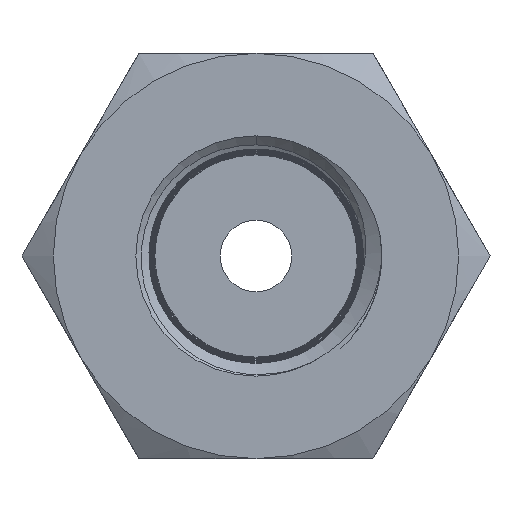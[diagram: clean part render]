
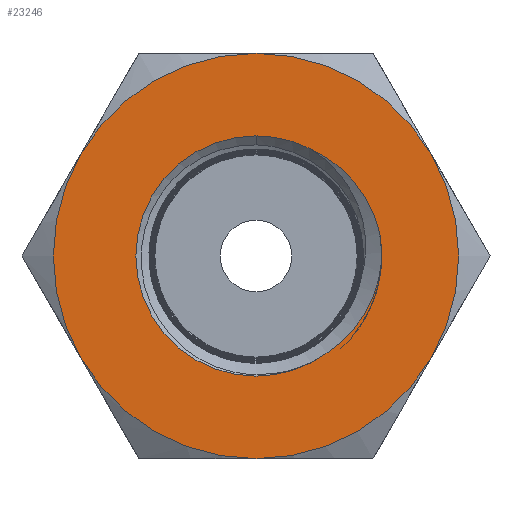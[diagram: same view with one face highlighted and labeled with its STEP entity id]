
A CAD part, front view. The second image highlights one B-rep face of the part: STEP entity #23246.
In plain terms, the highlighted planar face has unit normal (0, -1, 0).
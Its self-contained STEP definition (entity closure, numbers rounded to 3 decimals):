
#1 = EDGE_CURVE ( 'NONE', #7364, #8592, #14491, .T. ) ;
#118 = DIRECTION ( 'NONE',  ( 0., 1., 0. ) ) ;
#283 = CARTESIAN_POINT ( 'NONE',  ( 4.733, -18.907, -2.132 ) ) ;
#492 = AXIS2_PLACEMENT_3D ( 'NONE', #23231, #9239, #25613 ) ;
#553 = CARTESIAN_POINT ( 'NONE',  ( 2.226, -18.907, 4.52 ) ) ;
#891 = CARTESIAN_POINT ( 'NONE',  ( 0., -18.907, 0. ) ) ;
#920 = AXIS2_PLACEMENT_3D ( 'NONE', #16735, #2767, #19121 ) ;
#1158 = AXIS2_PLACEMENT_3D ( 'NONE', #5920, #22267, #8277 ) ;
#1207 = CIRCLE ( 'NONE', #3622, 8.5 ) ;
#1329 = DIRECTION ( 'NONE',  ( 0., 0., 1. ) ) ;
#1354 = CARTESIAN_POINT ( 'NONE',  ( 2.594, -18.907, 4.361 ) ) ;
#1383 = VERTEX_POINT ( 'NONE', #28777 ) ;
#1453 = CARTESIAN_POINT ( 'NONE',  ( 4.252, -18.907, 2.944 ) ) ;
#1655 = DIRECTION ( 'NONE',  ( 0., 0., 1. ) ) ;
#1895 = CARTESIAN_POINT ( 'NONE',  ( 0., -18.907, 8.5 ) ) ;
#1934 = EDGE_CURVE ( 'NONE', #26410, #17015, #20825, .T. ) ;
#2374 = ORIENTED_EDGE ( 'NONE', *, *, #19165, .T. ) ;
#2552 = VERTEX_POINT ( 'NONE', #553 ) ;
#2674 = CARTESIAN_POINT ( 'NONE',  ( 4.098, -18.907, -3.09 ) ) ;
#2767 = DIRECTION ( 'NONE',  ( 0., 1., 0. ) ) ;
#3287 = DIRECTION ( 'NONE',  ( 0., 0., 1. ) ) ;
#3309 = CARTESIAN_POINT ( 'NONE',  ( 5.262, -18.907, 0.555 ) ) ;
#3622 = AXIS2_PLACEMENT_3D ( 'NONE', #891, #17276, #3287 ) ;
#3645 = FACE_OUTER_BOUND ( 'NONE', #22073, .T. ) ;
#3833 = CARTESIAN_POINT ( 'NONE',  ( 4.588, -18.907, 2.447 ) ) ;
#4230 = EDGE_CURVE ( 'NONE', #18306, #7364, #12349, .T. ) ;
#4351 = VERTEX_POINT ( 'NONE', #23003 ) ;
#4392 = ORIENTED_EDGE ( 'NONE', *, *, #10217, .F. ) ;
#4628 = EDGE_LOOP ( 'NONE', ( #11603, #21006, #2374, #20492, #8413, #11945 ) ) ;
#4834 = B_SPLINE_CURVE_WITH_KNOTS ( 'NONE', 3,
 ( #17744, #1354, #10788, #27166, #13115, #29522, #15477, #1453, #17839, #3833, #20202, #6186, #22526, #8534 ),
 .UNSPECIFIED., .F., .F.,
 ( 4, 2, 2, 2, 2, 2, 4 ),
 ( 0.01, 0.011, 0.011, 0.012, 0.013, 0.013, 0.014 ),
 .UNSPECIFIED. ) ;
#4915 = AXIS2_PLACEMENT_3D ( 'NONE', #12995, #15345, #1329 ) ;
#5002 = CARTESIAN_POINT ( 'NONE',  ( 3.259, -18.907, -3.888 ) ) ;
#5355 = VERTEX_POINT ( 'NONE', #18027 ) ;
#5477 = CIRCLE ( 'NONE', #22056, 5.038 ) ;
#5637 = CARTESIAN_POINT ( 'NONE',  ( 5.185, -18.907, 0.969 ) ) ;
#5764 = CARTESIAN_POINT ( 'NONE',  ( 0., -18.907, 0. ) ) ;
#5920 = CARTESIAN_POINT ( 'NONE',  ( 0., -18.907, 0. ) ) ;
#6186 = CARTESIAN_POINT ( 'NONE',  ( 4.955, -18.907, 1.736 ) ) ;
#6468 = DIRECTION ( 'NONE',  ( 0., 1., 0. ) ) ;
#7364 = VERTEX_POINT ( 'NONE', #1895 ) ;
#7727 = CARTESIAN_POINT ( 'NONE',  ( 5.185, -18.907, 0.969 ) ) ;
#8016 = EDGE_CURVE ( 'NONE', #1383, #4351, #29657, .T. ) ;
#8120 = VERTEX_POINT ( 'NONE', #18436 ) ;
#8132 = DIRECTION ( 'NONE',  ( 0., 0., 1. ) ) ;
#8277 = DIRECTION ( 'NONE',  ( 0., 0., 1. ) ) ;
#8413 = ORIENTED_EDGE ( 'NONE', *, *, #1934, .T. ) ;
#8534 = CARTESIAN_POINT ( 'NONE',  ( 5.185, -18.907, 0.969 ) ) ;
#8592 = VERTEX_POINT ( 'NONE', #13097 ) ;
#8622 = AXIS2_PLACEMENT_3D ( 'NONE', #20490, #6468, #22806 ) ;
#9131 = PLANE ( 'NONE',  #492 ) ;
#9239 = DIRECTION ( 'NONE',  ( 0., 1., 0. ) ) ;
#9636 = CARTESIAN_POINT ( 'NONE',  ( 5.225, -18.907, -0.674 ) ) ;
#10217 = EDGE_CURVE ( 'NONE', #8592, #5355, #11898, .T. ) ;
#10345 = DIRECTION ( 'NONE',  ( 0., -1., 0. ) ) ;
#10556 = EDGE_CURVE ( 'NONE', #2552, #26410, #4834, .T. ) ;
#10788 = CARTESIAN_POINT ( 'NONE',  ( 2.937, -18.907, 4.161 ) ) ;
#11603 = ORIENTED_EDGE ( 'NONE', *, *, #18197, .T. ) ;
#11675 = AXIS2_PLACEMENT_3D ( 'NONE', #29725, #15668, #1655 ) ;
#11898 = CIRCLE ( 'NONE', #12523, 8.5 ) ;
#11945 = ORIENTED_EDGE ( 'NONE', *, *, #19024, .T. ) ;
#12109 = CIRCLE ( 'NONE', #920, 5.038 ) ;
#12349 = CIRCLE ( 'NONE', #8622, 8.5 ) ;
#12523 = AXIS2_PLACEMENT_3D ( 'NONE', #14155, #118, #16494 ) ;
#12995 = CARTESIAN_POINT ( 'NONE',  ( 0., -18.907, 0. ) ) ;
#13097 = CARTESIAN_POINT ( 'NONE',  ( 7.361, -18.907, 4.25 ) ) ;
#13115 = CARTESIAN_POINT ( 'NONE',  ( 3.573, -18.907, 3.67 ) ) ;
#14155 = CARTESIAN_POINT ( 'NONE',  ( 0., -18.907, 0. ) ) ;
#14197 = CIRCLE ( 'NONE', #26606, 8.5 ) ;
#14311 = CARTESIAN_POINT ( 'NONE',  ( 4.899, -18.907, -1.777 ) ) ;
#14491 = CIRCLE ( 'NONE', #4915, 8.5 ) ;
#15345 = DIRECTION ( 'NONE',  ( 0., 1., 0. ) ) ;
#15405 = CARTESIAN_POINT ( 'NONE',  ( 2.936, -18.907, -4.094 ) ) ;
#15477 = CARTESIAN_POINT ( 'NONE',  ( 3.998, -18.907, 3.25 ) ) ;
#15668 = DIRECTION ( 'NONE',  ( 0., 1., 0. ) ) ;
#15921 = CARTESIAN_POINT ( 'NONE',  ( 5.266, -18.907, -0.289 ) ) ;
#16022 = B_SPLINE_CURVE_WITH_KNOTS ( 'NONE', 3,
 ( #26005, #9636, #28351, #14311, #283, #16647, #2674, #19025, #5002, #21384 ),
 .UNSPECIFIED., .F., .F.,
 ( 4, 2, 2, 2, 4 ),
 ( 0., 0.001, 0.002, 0.004, 0.005 ),
 .UNSPECIFIED. ) ;
#16494 = DIRECTION ( 'NONE',  ( 0., 0., 1. ) ) ;
#16647 = CARTESIAN_POINT ( 'NONE',  ( 4.334, -18.907, -2.786 ) ) ;
#16735 = CARTESIAN_POINT ( 'NONE',  ( 0., -18.907, 0. ) ) ;
#16904 = ORIENTED_EDGE ( 'NONE', *, *, #1, .F. ) ;
#17015 = VERTEX_POINT ( 'NONE', #15921 ) ;
#17276 = DIRECTION ( 'NONE',  ( 0., 1., 0. ) ) ;
#17295 = CARTESIAN_POINT ( 'NONE',  ( 5.289, -18.907, 0.132 ) ) ;
#17744 = CARTESIAN_POINT ( 'NONE',  ( 2.226, -18.907, 4.52 ) ) ;
#17839 = CARTESIAN_POINT ( 'NONE',  ( 4.37, -18.907, 2.783 ) ) ;
#18027 = CARTESIAN_POINT ( 'NONE',  ( 7.361, -18.907, -4.25 ) ) ;
#18197 = EDGE_CURVE ( 'NONE', #26072, #8120, #12109, .T. ) ;
#18306 = VERTEX_POINT ( 'NONE', #21671 ) ;
#18436 = CARTESIAN_POINT ( 'NONE',  ( 0., -18.907, -5.038 ) ) ;
#19024 = EDGE_CURVE ( 'NONE', #17015, #26072, #16022, .T. ) ;
#19025 = CARTESIAN_POINT ( 'NONE',  ( 3.557, -18.907, -3.646 ) ) ;
#19121 = DIRECTION ( 'NONE',  ( 0., 0., 1. ) ) ;
#19165 = EDGE_CURVE ( 'NONE', #24868, #2552, #19341, .T. ) ;
#19341 = CIRCLE ( 'NONE', #1158, 5.038 ) ;
#20037 = CARTESIAN_POINT ( 'NONE',  ( 0., -18.907, 5.038 ) ) ;
#20202 = CARTESIAN_POINT ( 'NONE',  ( 4.689, -18.907, 2.272 ) ) ;
#20490 = CARTESIAN_POINT ( 'NONE',  ( 0., -18.907, 0. ) ) ;
#20492 = ORIENTED_EDGE ( 'NONE', *, *, #10556, .T. ) ;
#20825 = B_SPLINE_CURVE_WITH_KNOTS ( 'NONE', 3,
 ( #5637, #3309, #17295, #21998 ),
 .UNSPECIFIED., .F., .F.,
 ( 4, 4 ),
 ( 0., 0.001 ),
 .UNSPECIFIED. ) ;
#21006 = ORIENTED_EDGE ( 'NONE', *, *, #23018, .T. ) ;
#21167 = ORIENTED_EDGE ( 'NONE', *, *, #21334, .F. ) ;
#21334 = EDGE_CURVE ( 'NONE', #4351, #18306, #1207, .T. ) ;
#21384 = CARTESIAN_POINT ( 'NONE',  ( 2.936, -18.907, -4.094 ) ) ;
#21572 = FACE_BOUND ( 'NONE', #4628, .T. ) ;
#21671 = CARTESIAN_POINT ( 'NONE',  ( -7.361, -18.907, 4.25 ) ) ;
#21998 = CARTESIAN_POINT ( 'NONE',  ( 5.266, -18.907, -0.289 ) ) ;
#22056 = AXIS2_PLACEMENT_3D ( 'NONE', #5764, #22118, #8132 ) ;
#22073 = EDGE_LOOP ( 'NONE', ( #16904, #26064, #21167, #27762, #29113, #4392 ) ) ;
#22118 = DIRECTION ( 'NONE',  ( 0., 1., 0. ) ) ;
#22267 = DIRECTION ( 'NONE',  ( 0., 1., 0. ) ) ;
#22526 = CARTESIAN_POINT ( 'NONE',  ( 5.092, -18.907, 1.361 ) ) ;
#22806 = DIRECTION ( 'NONE',  ( 0., 0., 1. ) ) ;
#23003 = CARTESIAN_POINT ( 'NONE',  ( -7.361, -18.907, -4.25 ) ) ;
#23018 = EDGE_CURVE ( 'NONE', #8120, #24868, #5477, .T. ) ;
#23231 = CARTESIAN_POINT ( 'NONE',  ( 0., -18.907, 0. ) ) ;
#23246 = ADVANCED_FACE ( 'NONE', ( #21572, #3645 ), #9131, .F. ) ;
#23530 = EDGE_CURVE ( 'NONE', #1383, #5355, #14197, .T. ) ;
#24369 = CARTESIAN_POINT ( 'NONE',  ( 0., -18.907, 0. ) ) ;
#24868 = VERTEX_POINT ( 'NONE', #20037 ) ;
#25613 = DIRECTION ( 'NONE',  ( 0., 0., 1. ) ) ;
#26005 = CARTESIAN_POINT ( 'NONE',  ( 5.266, -18.907, -0.289 ) ) ;
#26064 = ORIENTED_EDGE ( 'NONE', *, *, #4230, .F. ) ;
#26072 = VERTEX_POINT ( 'NONE', #15405 ) ;
#26410 = VERTEX_POINT ( 'NONE', #7727 ) ;
#26606 = AXIS2_PLACEMENT_3D ( 'NONE', #24369, #10345, #26720 ) ;
#26720 = DIRECTION ( 'NONE',  ( 0., 0., -1. ) ) ;
#27166 = CARTESIAN_POINT ( 'NONE',  ( 3.418, -18.907, 3.801 ) ) ;
#27762 = ORIENTED_EDGE ( 'NONE', *, *, #8016, .F. ) ;
#28351 = CARTESIAN_POINT ( 'NONE',  ( 5.144, -18.907, -1.049 ) ) ;
#28777 = CARTESIAN_POINT ( 'NONE',  ( 0., -18.907, -8.5 ) ) ;
#29113 = ORIENTED_EDGE ( 'NONE', *, *, #23530, .T. ) ;
#29522 = CARTESIAN_POINT ( 'NONE',  ( 3.862, -18.907, 3.395 ) ) ;
#29657 = CIRCLE ( 'NONE', #11675, 8.5 ) ;
#29725 = CARTESIAN_POINT ( 'NONE',  ( 0., -18.907, 0. ) ) ;
